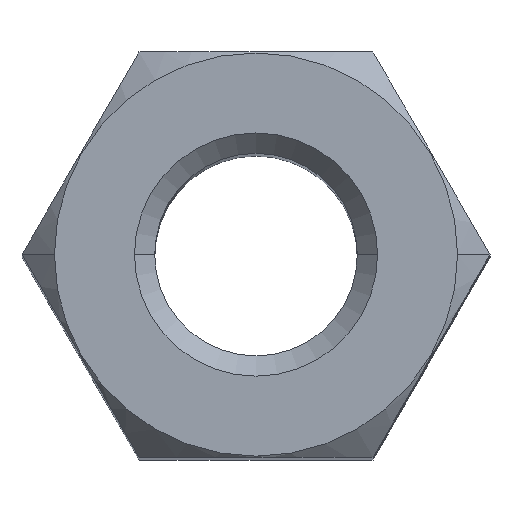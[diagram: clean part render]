
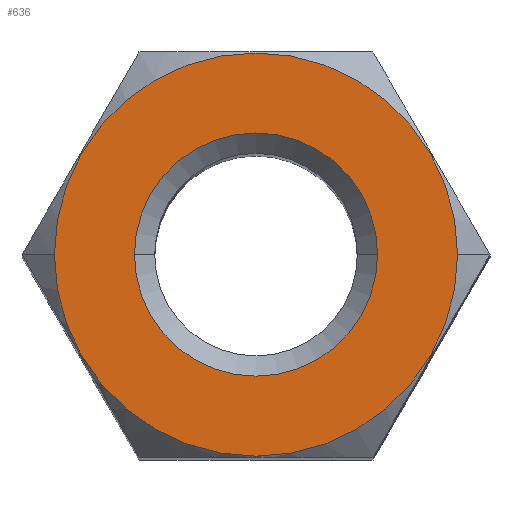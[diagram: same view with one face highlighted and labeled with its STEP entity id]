
A CAD part, top view. The second image highlights one B-rep face of the part: STEP entity #636.
In plain terms, the highlighted planar face has unit normal (0, 0, 1).
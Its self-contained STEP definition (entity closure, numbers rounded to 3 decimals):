
#12 = AXIS2_PLACEMENT_3D ( 'NONE', #27, #651, #348 ) ;
#18 = AXIS2_PLACEMENT_3D ( 'NONE', #270, #213, #327 ) ;
#23 = EDGE_LOOP ( 'NONE', ( #409, #332 ) ) ;
#27 = CARTESIAN_POINT ( 'NONE',  ( 0., 0., 10. ) ) ;
#77 = DIRECTION ( 'NONE',  ( 1., 0., 0. ) ) ;
#101 = EDGE_CURVE ( 'NONE', #488, #470, #189, .T. ) ;
#181 = ORIENTED_EDGE ( 'NONE', *, *, #536, .T. ) ;
#189 = CIRCLE ( 'NONE', #18, 2.487 ) ;
#213 = DIRECTION ( 'NONE',  ( 0., 0., 1. ) ) ;
#216 = CARTESIAN_POINT ( 'NONE',  ( 1.5, 0., 10. ) ) ;
#270 = CARTESIAN_POINT ( 'NONE',  ( 0., 0., 10. ) ) ;
#282 = FACE_OUTER_BOUND ( 'NONE', #23, .T. ) ;
#290 = EDGE_LOOP ( 'NONE', ( #181, #385 ) ) ;
#301 = CARTESIAN_POINT ( 'NONE',  ( 2.487, 0., 10. ) ) ;
#327 = DIRECTION ( 'NONE',  ( 1., 0., 0. ) ) ;
#332 = ORIENTED_EDGE ( 'NONE', *, *, #101, .T. ) ;
#348 = DIRECTION ( 'NONE',  ( 1., 0., 0. ) ) ;
#349 = DIRECTION ( 'NONE',  ( 1., 0., 0. ) ) ;
#352 = CARTESIAN_POINT ( 'NONE',  ( -1.5, 0., 10. ) ) ;
#357 = DIRECTION ( 'NONE',  ( 1., 0., 0. ) ) ;
#381 = VERTEX_POINT ( 'NONE', #352 ) ;
#385 = ORIENTED_EDGE ( 'NONE', *, *, #652, .T. ) ;
#386 = AXIS2_PLACEMENT_3D ( 'NONE', #557, #505, #349 ) ;
#389 = CARTESIAN_POINT ( 'NONE',  ( 0., 0., 10. ) ) ;
#394 = CIRCLE ( 'NONE', #684, 1.5 ) ;
#406 = CARTESIAN_POINT ( 'NONE',  ( -2.487, 0., 10. ) ) ;
#409 = ORIENTED_EDGE ( 'NONE', *, *, #414, .T. ) ;
#410 = DIRECTION ( 'NONE',  ( 0., 0., -1. ) ) ;
#414 = EDGE_CURVE ( 'NONE', #470, #488, #534, .T. ) ;
#424 = CIRCLE ( 'NONE', #672, 1.5 ) ;
#470 = VERTEX_POINT ( 'NONE', #301 ) ;
#488 = VERTEX_POINT ( 'NONE', #406 ) ;
#490 = FACE_BOUND ( 'NONE', #290, .T. ) ;
#505 = DIRECTION ( 'NONE',  ( 0., 0., 1. ) ) ;
#516 = CARTESIAN_POINT ( 'NONE',  ( 0., 0., 10. ) ) ;
#534 = CIRCLE ( 'NONE', #386, 2.487 ) ;
#536 = EDGE_CURVE ( 'NONE', #596, #381, #424, .T. ) ;
#542 = DIRECTION ( 'NONE',  ( 0., 0., -1. ) ) ;
#557 = CARTESIAN_POINT ( 'NONE',  ( 0., 0., 10. ) ) ;
#596 = VERTEX_POINT ( 'NONE', #216 ) ;
#636 = ADVANCED_FACE ( 'NONE', ( #490, #282 ), #661, .T. ) ;
#651 = DIRECTION ( 'NONE',  ( 0., 0., 1. ) ) ;
#652 = EDGE_CURVE ( 'NONE', #381, #596, #394, .T. ) ;
#661 = PLANE ( 'NONE',  #12 ) ;
#672 = AXIS2_PLACEMENT_3D ( 'NONE', #516, #410, #357 ) ;
#684 = AXIS2_PLACEMENT_3D ( 'NONE', #389, #542, #77 ) ;
